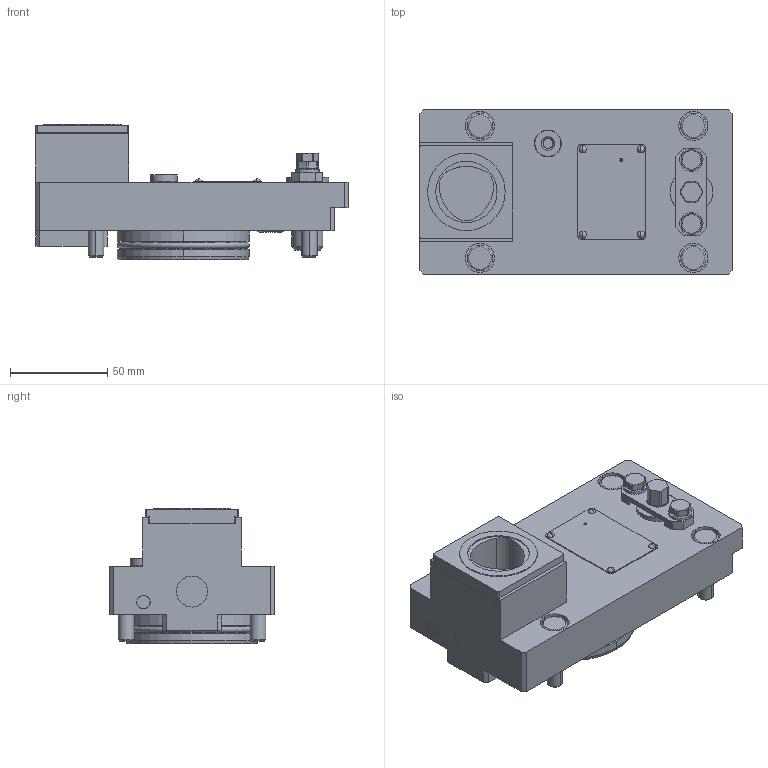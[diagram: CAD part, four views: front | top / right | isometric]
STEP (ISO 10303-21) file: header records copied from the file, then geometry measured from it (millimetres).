
FILE_DESCRIPTION (( 'STEP AP203' ), '1' );
FILE_NAME ('C1B68-QSM.C4-RC.STEP', '2022-04-25T14:25:48', ( '' ), ( '' ), 'SwSTEP 2.0', 'SolidWorks 2021', '' );
FILE_SCHEMA (( 'CONFIG_CONTROL_DESIGN' ));
Length unit declared in the file: millimetre
Products named in the file (1): C1B68-QSM.C4-RC
Bounding box: 161 x 85 x 70 mm (x, y, z)
Surface area: 61929 mm2 (no closed solid volume)
Topology: 0 solids, 2 shells, 303 faces, 742 edges, 482 vertices
Faces by surface type: plane 150, cylinder 97, cone 28, torus 12, sphere 8, bspline 8
Entity records: 9172 total; most frequent: CARTESIAN_POINT 1754, DIRECTION 1588, ORIENTED_EDGE 1482, EDGE_CURVE 742, AXIS2_PLACEMENT_3D 592, VERTEX_POINT 482, VECTOR 404, LINE 404
